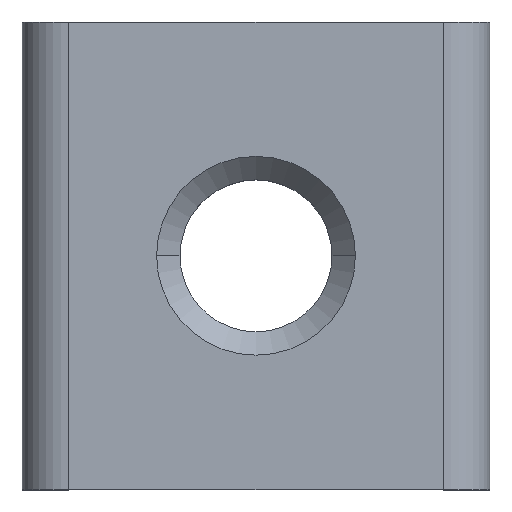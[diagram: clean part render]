
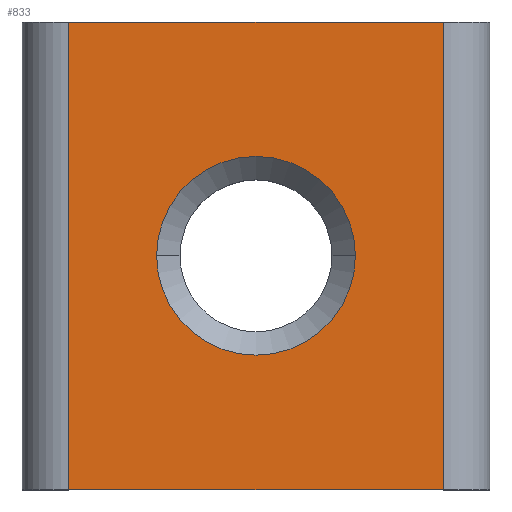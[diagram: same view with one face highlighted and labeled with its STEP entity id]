
A CAD part, top view. The second image highlights one B-rep face of the part: STEP entity #833.
In plain terms, the highlighted planar face has unit normal (0, 0, 1).
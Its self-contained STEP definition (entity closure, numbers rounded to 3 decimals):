
#24 = VERTEX_POINT('',#25);
#25 = CARTESIAN_POINT('',(-3.2,4.,0.8));
#89 = VERTEX_POINT('',#90);
#90 = CARTESIAN_POINT('',(3.2,4.,0.8));
#97 = EDGE_CURVE('',#89,#24,#98,.T.);
#98 = LINE('',#99,#100);
#99 = CARTESIAN_POINT('',(3.2,4.,0.8));
#100 = VECTOR('',#101,1.);
#101 = DIRECTION('',(-1.,0.,0.));
#446 = VERTEX_POINT('',#447);
#447 = CARTESIAN_POINT('',(-3.2,-4.,0.8));
#454 = EDGE_CURVE('',#446,#455,#457,.T.);
#455 = VERTEX_POINT('',#456);
#456 = CARTESIAN_POINT('',(3.2,-4.,0.8));
#457 = LINE('',#458,#459);
#458 = CARTESIAN_POINT('',(-3.2,-4.,0.8));
#459 = VECTOR('',#460,1.);
#460 = DIRECTION('',(1.,0.,0.));
#493 = EDGE_CURVE('',#24,#446,#494,.T.);
#494 = LINE('',#495,#496);
#495 = CARTESIAN_POINT('',(-3.2,4.,0.8));
#496 = VECTOR('',#497,1.);
#497 = DIRECTION('',(0.,-1.,0.));
#823 = EDGE_CURVE('',#455,#89,#824,.T.);
#824 = LINE('',#825,#826);
#825 = CARTESIAN_POINT('',(3.2,-4.,0.8));
#826 = VECTOR('',#827,1.);
#827 = DIRECTION('',(0.,1.,0.));
#833 = ADVANCED_FACE('',(#834,#854),#860,.T.);
#834 = FACE_BOUND('',#835,.F.);
#835 = EDGE_LOOP('',(#836,#847));
#836 = ORIENTED_EDGE('',*,*,#837,.T.);
#837 = EDGE_CURVE('',#838,#840,#842,.T.);
#838 = VERTEX_POINT('',#839);
#839 = CARTESIAN_POINT('',(1.7,0.,0.8));
#840 = VERTEX_POINT('',#841);
#841 = CARTESIAN_POINT('',(-1.7,0.,0.8));
#842 = CIRCLE('',#843,1.7);
#843 = AXIS2_PLACEMENT_3D('',#844,#845,#846);
#844 = CARTESIAN_POINT('',(0.,0.,0.8));
#845 = DIRECTION('',(0.,0.,1.));
#846 = DIRECTION('',(1.,0.,0.));
#847 = ORIENTED_EDGE('',*,*,#848,.T.);
#848 = EDGE_CURVE('',#840,#838,#849,.T.);
#849 = CIRCLE('',#850,1.7);
#850 = AXIS2_PLACEMENT_3D('',#851,#852,#853);
#851 = CARTESIAN_POINT('',(0.,0.,0.8));
#852 = DIRECTION('',(0.,0.,1.));
#853 = DIRECTION('',(-1.,0.,0.));
#854 = FACE_BOUND('',#855,.F.);
#855 = EDGE_LOOP('',(#856,#857,#858,#859));
#856 = ORIENTED_EDGE('',*,*,#493,.F.);
#857 = ORIENTED_EDGE('',*,*,#97,.F.);
#858 = ORIENTED_EDGE('',*,*,#823,.F.);
#859 = ORIENTED_EDGE('',*,*,#454,.F.);
#860 = PLANE('',#861);
#861 = AXIS2_PLACEMENT_3D('',#862,#863,#864);
#862 = CARTESIAN_POINT('',(3.6,4.4,0.8));
#863 = DIRECTION('',(0.,0.,1.));
#864 = DIRECTION('',(-1.,0.,0.));
